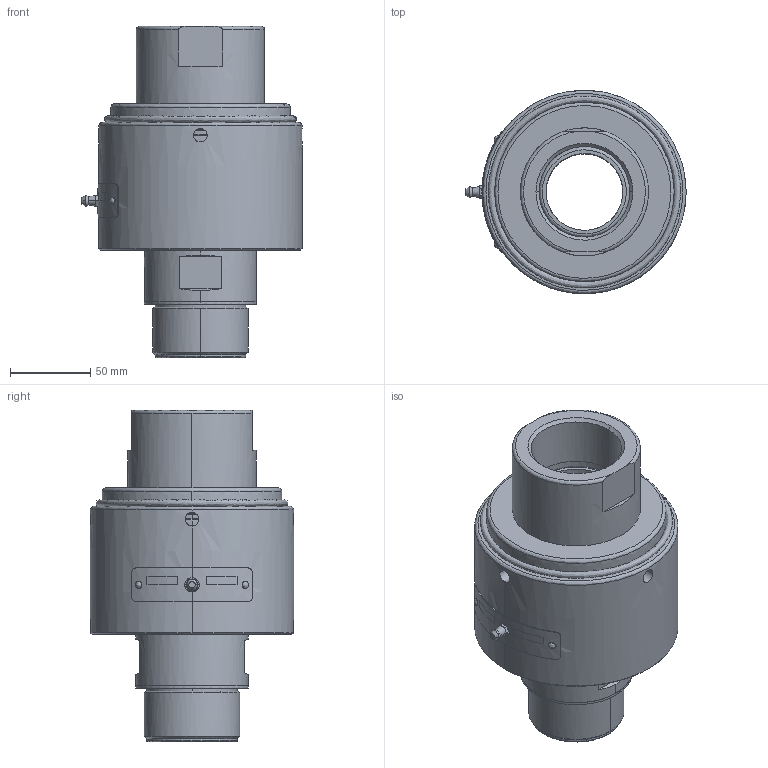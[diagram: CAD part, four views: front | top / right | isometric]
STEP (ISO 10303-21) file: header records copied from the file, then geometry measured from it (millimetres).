
FILE_DESCRIPTION (( 'STEP AP214' ), '1' );
FILE_NAME ('TUR-GR50B-A-RHTO.STEP', '2016-08-22T10:19:28', ( '' ), ( '' ), 'SwSTEP 2.0', 'SolidWorks 2016', '' );
FILE_SCHEMA (( 'AUTOMOTIVE_DESIGN' ));
Length unit declared in the file: millimetre
Products named in the file (1): TUR-GR50B-A-RHTO
Bounding box: 137.5 x 127 x 207 mm (x, y, z)
Surface area: 181741 mm2 (no closed solid volume)
Topology: 0 solids, 28 shells, 258 faces, 721 edges, 487 vertices
Faces by surface type: bspline 179, plane 78, torus 1
Entity records: 156956 total; most frequent: CARTESIAN_POINT 151179, ORIENTED_EDGE 1212, EDGE_CURVE 697, VERTEX_POINT 486, DIRECTION 472, B_SPLINE_CURVE_WITH_KNOTS 392, EDGE_LOOP 323, FACE_OUTER_BOUND 269
